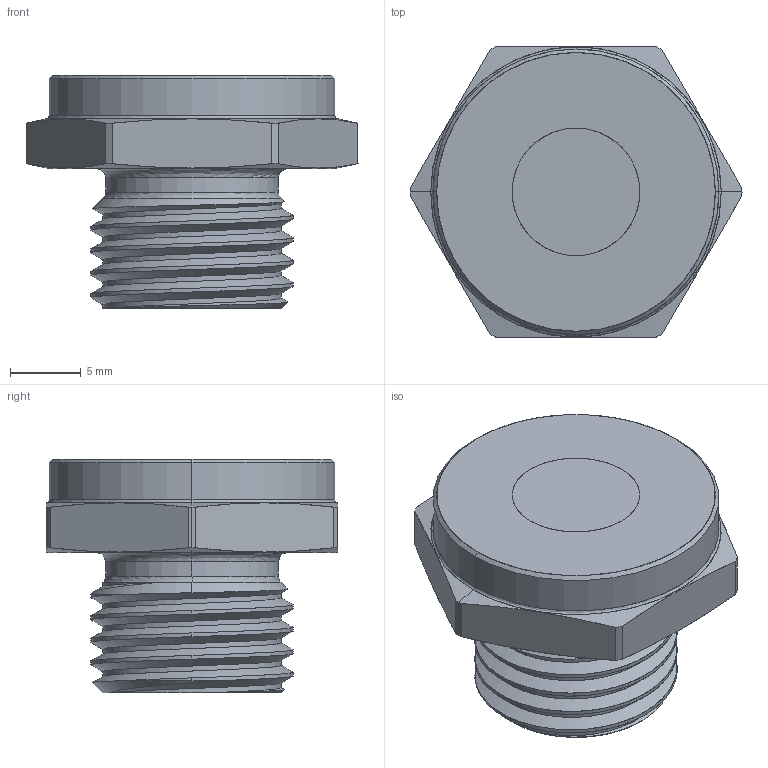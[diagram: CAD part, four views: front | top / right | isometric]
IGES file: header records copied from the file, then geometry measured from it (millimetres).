
Start section: SolidWorks IGES file using analytic representation for surfaces
Global section: file name: 403098.igs; native system: SolidWorks 2012; preprocessor: SolidWorks 2012; author: spencer; date: 130819.140220; units: inch
Bounding box: 23.45 x 20.57 x 16.51 mm (x, y, z)
Surface area: 2298.2 mm2 (no closed solid volume)
Topology: 0 solids, 0 shells, 55 faces, 1166 edges, 1299 vertices
Faces by surface type: revolution 35, bspline 20
